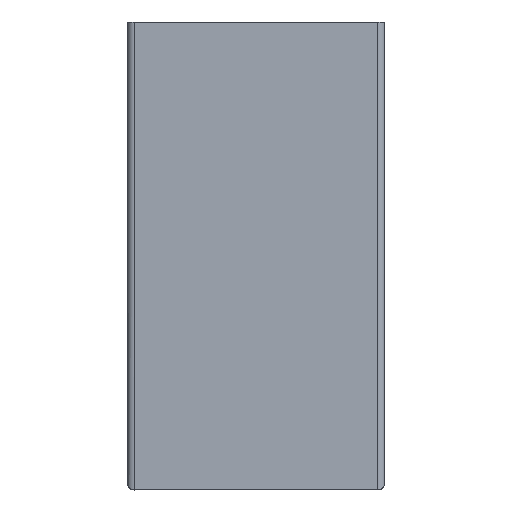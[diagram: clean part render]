
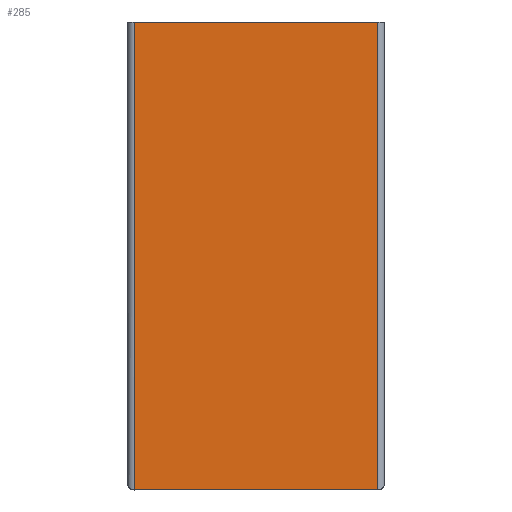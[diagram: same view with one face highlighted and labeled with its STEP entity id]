
A CAD part, front view. The second image highlights one B-rep face of the part: STEP entity #285.
In plain terms, the highlighted planar face has unit normal (0, -1, 0).
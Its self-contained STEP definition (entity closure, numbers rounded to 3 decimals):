
#15 = LINE ( 'NONE', #476, #948 ) ;
#125 = CARTESIAN_POINT ( 'NONE',  ( -52., -70., 200. ) ) ;
#182 = VECTOR ( 'NONE', #1454, 1000. ) ;
#216 = CARTESIAN_POINT ( 'NONE',  ( -52., -70., 200. ) ) ;
#237 = DIRECTION ( 'NONE',  ( 0., 0., -1. ) ) ;
#242 = EDGE_CURVE ( 'NONE', #749, #1751, #953, .T. ) ;
#285 = ADVANCED_FACE ( 'NONE', ( #873 ), #1981, .F. ) ;
#300 = LINE ( 'NONE', #1400, #182 ) ;
#314 = VECTOR ( 'NONE', #823, 1000. ) ;
#372 = LINE ( 'NONE', #802, #314 ) ;
#373 = VERTEX_POINT ( 'NONE', #1139 ) ;
#459 = DIRECTION ( 'NONE',  ( 0., 0., -1. ) ) ;
#473 = EDGE_CURVE ( 'NONE', #749, #373, #300, .T. ) ;
#476 = CARTESIAN_POINT ( 'NONE',  ( 52., -70., 200. ) ) ;
#749 = VERTEX_POINT ( 'NONE', #769 ) ;
#769 = CARTESIAN_POINT ( 'NONE',  ( -52., -70., 200. ) ) ;
#802 = CARTESIAN_POINT ( 'NONE',  ( -52., -70., 0. ) ) ;
#823 = DIRECTION ( 'NONE',  ( 1., 0., 0. ) ) ;
#825 = CARTESIAN_POINT ( 'NONE',  ( 52., -70., 0. ) ) ;
#873 = FACE_OUTER_BOUND ( 'NONE', #1613, .T. ) ;
#948 = VECTOR ( 'NONE', #459, 1000. ) ;
#953 = LINE ( 'NONE', #125, #957 ) ;
#957 = VECTOR ( 'NONE', #237, 1000. ) ;
#1014 = CARTESIAN_POINT ( 'NONE',  ( -52., -70., 0. ) ) ;
#1139 = CARTESIAN_POINT ( 'NONE',  ( 52., -70., 200. ) ) ;
#1257 = AXIS2_PLACEMENT_3D ( 'NONE', #216, #1922, #1919 ) ;
#1309 = VERTEX_POINT ( 'NONE', #825 ) ;
#1332 = ORIENTED_EDGE ( 'NONE', *, *, #1879, .T. ) ;
#1400 = CARTESIAN_POINT ( 'NONE',  ( -52., -70., 200. ) ) ;
#1407 = ORIENTED_EDGE ( 'NONE', *, *, #1967, .F. ) ;
#1409 = ORIENTED_EDGE ( 'NONE', *, *, #473, .F. ) ;
#1426 = ORIENTED_EDGE ( 'NONE', *, *, #242, .T. ) ;
#1454 = DIRECTION ( 'NONE',  ( 1., 0., 0. ) ) ;
#1613 = EDGE_LOOP ( 'NONE', ( #1332, #1407, #1409, #1426 ) ) ;
#1751 = VERTEX_POINT ( 'NONE', #1014 ) ;
#1879 = EDGE_CURVE ( 'NONE', #1751, #1309, #372, .T. ) ;
#1919 = DIRECTION ( 'NONE',  ( 0., 0., 1. ) ) ;
#1922 = DIRECTION ( 'NONE',  ( 0., 1., 0. ) ) ;
#1967 = EDGE_CURVE ( 'NONE', #373, #1309, #15, .T. ) ;
#1981 = PLANE ( 'NONE',  #1257 ) ;
